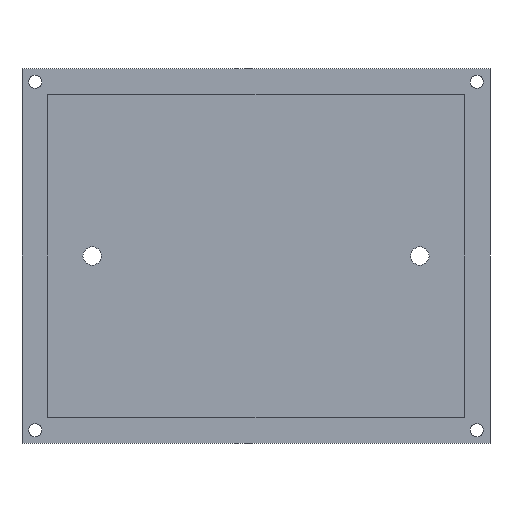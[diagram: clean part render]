
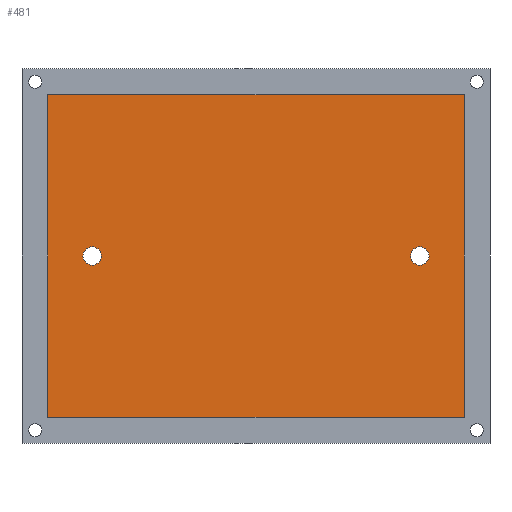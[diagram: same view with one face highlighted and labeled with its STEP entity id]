
A CAD part, front view. The second image highlights one B-rep face of the part: STEP entity #481.
In plain terms, the highlighted planar face has unit normal (0, -1, 0).
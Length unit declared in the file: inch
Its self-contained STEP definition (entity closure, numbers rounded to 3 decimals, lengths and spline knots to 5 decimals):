
#63 = EDGE_LOOP ( 'NONE', ( #1732, #7062 ) ) ;
#454 = DIRECTION ( 'NONE',  ( 1., 0., 0. ) ) ;
#466 = ORIENTED_EDGE ( 'NONE', *, *, #7621, .F. ) ;
#481 = ADVANCED_FACE ( 'NONE', ( #2661, #5987, #9909 ), #3836, .T. ) ;
#571 = EDGE_CURVE ( 'NONE', #801, #5909, #9416, .T. ) ;
#585 = DIRECTION ( 'NONE',  ( 0., 1., 0. ) ) ;
#769 = CIRCLE ( 'NONE', #1268, 0.09843 ) ;
#801 = VERTEX_POINT ( 'NONE', #9484 ) ;
#1032 = CARTESIAN_POINT ( 'NONE',  ( -1.75, -0.05, -0.09843 ) ) ;
#1216 = CIRCLE ( 'NONE', #8074, 0.09843 ) ;
#1268 = AXIS2_PLACEMENT_3D ( 'NONE', #2342, #1422, #2970 ) ;
#1422 = DIRECTION ( 'NONE',  ( 0., 1., 0. ) ) ;
#1494 = DIRECTION ( 'NONE',  ( 0., 1., 0. ) ) ;
#1509 = CARTESIAN_POINT ( 'NONE',  ( -1.75, -0.05, 0. ) ) ;
#1524 = ORIENTED_EDGE ( 'NONE', *, *, #10005, .F. ) ;
#1682 = DIRECTION ( 'NONE',  ( 0., 1., 0. ) ) ;
#1732 = ORIENTED_EDGE ( 'NONE', *, *, #571, .T. ) ;
#2023 = VERTEX_POINT ( 'NONE', #7047 ) ;
#2059 = EDGE_CURVE ( 'NONE', #2634, #2023, #6395, .T. ) ;
#2137 = CARTESIAN_POINT ( 'NONE',  ( 1.75, -0.05, -0.09843 ) ) ;
#2264 = DIRECTION ( 'NONE',  ( 0., 0., 1. ) ) ;
#2342 = CARTESIAN_POINT ( 'NONE',  ( 1.75, -0.05, 0. ) ) ;
#2534 = ORIENTED_EDGE ( 'NONE', *, *, #2059, .T. ) ;
#2634 = VERTEX_POINT ( 'NONE', #4054 ) ;
#2661 = FACE_BOUND ( 'NONE', #63, .T. ) ;
#2882 = EDGE_CURVE ( 'NONE', #7360, #8046, #8928, .T. ) ;
#2909 = CARTESIAN_POINT ( 'NONE',  ( 2.225, -0.05, 1.725 ) ) ;
#2970 = DIRECTION ( 'NONE',  ( 0., 0., 1. ) ) ;
#3014 = CARTESIAN_POINT ( 'NONE',  ( -2.225, -0.05, 1.725 ) ) ;
#3069 = AXIS2_PLACEMENT_3D ( 'NONE', #5394, #7923, #9360 ) ;
#3303 = EDGE_CURVE ( 'NONE', #8046, #7360, #1216, .T. ) ;
#3579 = CARTESIAN_POINT ( 'NONE',  ( -1.75, -0.05, 0.09843 ) ) ;
#3836 = PLANE ( 'NONE',  #3069 ) ;
#4012 = DIRECTION ( 'NONE',  ( 0., 0., 1. ) ) ;
#4054 = CARTESIAN_POINT ( 'NONE',  ( -2.225, -0.05, 1.725 ) ) ;
#4083 = ORIENTED_EDGE ( 'NONE', *, *, #8238, .T. ) ;
#4091 = DIRECTION ( 'NONE',  ( 0., 0., -1. ) ) ;
#4149 = CARTESIAN_POINT ( 'NONE',  ( 2.225, -0.05, 1.725 ) ) ;
#4632 = CARTESIAN_POINT ( 'NONE',  ( -1.75, -0.05, 0. ) ) ;
#5315 = VECTOR ( 'NONE', #4091, 39.37008 ) ;
#5382 = VECTOR ( 'NONE', #6282, 39.37008 ) ;
#5394 = CARTESIAN_POINT ( 'NONE',  ( 0., -0.05, 0. ) ) ;
#5684 = EDGE_LOOP ( 'NONE', ( #2534, #4083, #466, #1524 ) ) ;
#5909 = VERTEX_POINT ( 'NONE', #2137 ) ;
#5968 = EDGE_LOOP ( 'NONE', ( #7089, #8870 ) ) ;
#5987 = FACE_BOUND ( 'NONE', #5968, .T. ) ;
#6282 = DIRECTION ( 'NONE',  ( 1., 0., 0. ) ) ;
#6395 = LINE ( 'NONE', #6502, #5315 ) ;
#6502 = CARTESIAN_POINT ( 'NONE',  ( -2.225, -0.05, 1.725 ) ) ;
#6914 = VECTOR ( 'NONE', #454, 39.37008 ) ;
#6951 = CARTESIAN_POINT ( 'NONE',  ( 2.225, -0.05, -1.725 ) ) ;
#7047 = CARTESIAN_POINT ( 'NONE',  ( -2.225, -0.05, -1.725 ) ) ;
#7062 = ORIENTED_EDGE ( 'NONE', *, *, #8537, .T. ) ;
#7089 = ORIENTED_EDGE ( 'NONE', *, *, #2882, .T. ) ;
#7360 = VERTEX_POINT ( 'NONE', #3579 ) ;
#7363 = VERTEX_POINT ( 'NONE', #6951 ) ;
#7621 = EDGE_CURVE ( 'NONE', #7824, #7363, #8820, .T. ) ;
#7785 = LINE ( 'NONE', #9430, #6914 ) ;
#7824 = VERTEX_POINT ( 'NONE', #4149 ) ;
#7923 = DIRECTION ( 'NONE',  ( 0., -1., 0. ) ) ;
#8046 = VERTEX_POINT ( 'NONE', #1032 ) ;
#8074 = AXIS2_PLACEMENT_3D ( 'NONE', #1509, #1682, #2264 ) ;
#8238 = EDGE_CURVE ( 'NONE', #2023, #7363, #7785, .T. ) ;
#8537 = EDGE_CURVE ( 'NONE', #5909, #801, #769, .T. ) ;
#8661 = DIRECTION ( 'NONE',  ( 0., 0., -1. ) ) ;
#8662 = DIRECTION ( 'NONE',  ( 0., 0., 1. ) ) ;
#8820 = LINE ( 'NONE', #2909, #10331 ) ;
#8870 = ORIENTED_EDGE ( 'NONE', *, *, #3303, .T. ) ;
#8913 = AXIS2_PLACEMENT_3D ( 'NONE', #10559, #1494, #4012 ) ;
#8928 = CIRCLE ( 'NONE', #9962, 0.09843 ) ;
#9360 = DIRECTION ( 'NONE',  ( 0., 0., -1. ) ) ;
#9416 = CIRCLE ( 'NONE', #8913, 0.09843 ) ;
#9430 = CARTESIAN_POINT ( 'NONE',  ( -2.225, -0.05, -1.725 ) ) ;
#9484 = CARTESIAN_POINT ( 'NONE',  ( 1.75, -0.05, 0.09843 ) ) ;
#9508 = LINE ( 'NONE', #3014, #5382 ) ;
#9909 = FACE_OUTER_BOUND ( 'NONE', #5684, .T. ) ;
#9962 = AXIS2_PLACEMENT_3D ( 'NONE', #4632, #585, #8662 ) ;
#10005 = EDGE_CURVE ( 'NONE', #2634, #7824, #9508, .T. ) ;
#10331 = VECTOR ( 'NONE', #8661, 39.37008 ) ;
#10559 = CARTESIAN_POINT ( 'NONE',  ( 1.75, -0.05, 0. ) ) ;
